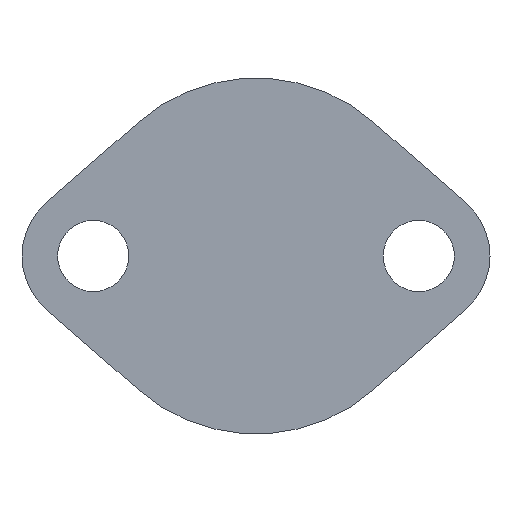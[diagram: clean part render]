
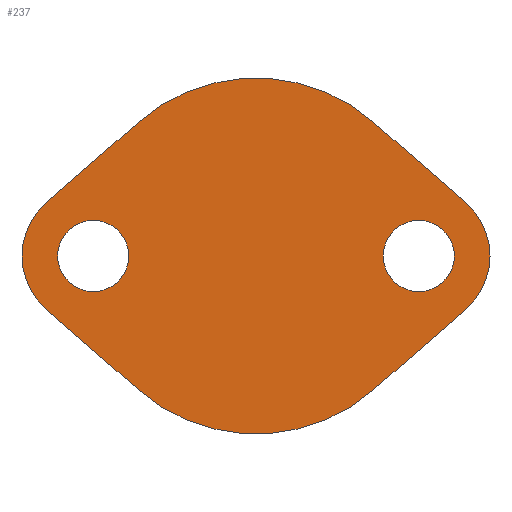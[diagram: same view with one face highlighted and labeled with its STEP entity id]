
A CAD part, front view. The second image highlights one B-rep face of the part: STEP entity #237.
In plain terms, the highlighted planar face has unit normal (0, -1, 0).
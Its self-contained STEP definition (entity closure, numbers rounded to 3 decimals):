
#15=FACE_BOUND('',#48,.T.);
#16=FACE_BOUND('',#49,.T.);
#23=PLANE('',#283);
#35=FACE_OUTER_BOUND('',#47,.T.);
#47=EDGE_LOOP('',(#199,#200,#201,#202,#203,#204,#205,#206));
#48=EDGE_LOOP('',(#207));
#49=EDGE_LOOP('',(#208));
#55=LINE('',#377,#73);
#60=LINE('',#391,#78);
#64=LINE('',#403,#82);
#68=LINE('',#415,#86);
#73=VECTOR('',#307,10.);
#78=VECTOR('',#320,10.);
#82=VECTOR('',#332,10.);
#86=VECTOR('',#344,10.);
#91=CIRCLE('',#262,1.75);
#94=CIRCLE('',#266,1.75);
#95=CIRCLE('',#269,8.75);
#97=CIRCLE('',#273,3.5);
#99=CIRCLE('',#277,8.75);
#101=CIRCLE('',#281,3.5);
#105=VERTEX_POINT('',#363);
#108=VERTEX_POINT('',#371);
#109=VERTEX_POINT('',#375);
#110=VERTEX_POINT('',#376);
#113=VERTEX_POINT('',#384);
#115=VERTEX_POINT('',#390);
#117=VERTEX_POINT('',#396);
#119=VERTEX_POINT('',#402);
#121=VERTEX_POINT('',#408);
#123=VERTEX_POINT('',#414);
#128=EDGE_CURVE('',#105,#105,#91,.T.);
#132=EDGE_CURVE('',#108,#108,#94,.T.);
#133=EDGE_CURVE('',#109,#110,#55,.T.);
#137=EDGE_CURVE('',#110,#113,#95,.T.);
#140=EDGE_CURVE('',#113,#115,#60,.T.);
#143=EDGE_CURVE('',#115,#117,#97,.T.);
#146=EDGE_CURVE('',#117,#119,#64,.T.);
#149=EDGE_CURVE('',#119,#121,#99,.T.);
#152=EDGE_CURVE('',#121,#123,#68,.T.);
#155=EDGE_CURVE('',#123,#109,#101,.T.);
#199=ORIENTED_EDGE('',*,*,#155,.T.);
#200=ORIENTED_EDGE('',*,*,#133,.T.);
#201=ORIENTED_EDGE('',*,*,#137,.T.);
#202=ORIENTED_EDGE('',*,*,#140,.T.);
#203=ORIENTED_EDGE('',*,*,#143,.T.);
#204=ORIENTED_EDGE('',*,*,#146,.T.);
#205=ORIENTED_EDGE('',*,*,#149,.T.);
#206=ORIENTED_EDGE('',*,*,#152,.T.);
#207=ORIENTED_EDGE('',*,*,#128,.T.);
#208=ORIENTED_EDGE('',*,*,#132,.T.);
#237=ADVANCED_FACE('',(#35,#15,#16),#23,.T.);
#262=AXIS2_PLACEMENT_3D('',#365,#294,#295);
#266=AXIS2_PLACEMENT_3D('',#373,#303,#304);
#269=AXIS2_PLACEMENT_3D('',#385,#313,#314);
#273=AXIS2_PLACEMENT_3D('',#397,#325,#326);
#277=AXIS2_PLACEMENT_3D('',#409,#337,#338);
#281=AXIS2_PLACEMENT_3D('',#420,#349,#350);
#283=AXIS2_PLACEMENT_3D('',#422,#353,#354);
#294=DIRECTION('center_axis',(0.,1.,0.));
#295=DIRECTION('ref_axis',(1.,0.,0.));
#303=DIRECTION('center_axis',(0.,1.,0.));
#304=DIRECTION('ref_axis',(1.,0.,0.));
#307=DIRECTION('',(0.755,0.,-0.656));
#313=DIRECTION('center_axis',(0.,-1.,0.));
#314=DIRECTION('ref_axis',(-0.656,0.,0.755));
#320=DIRECTION('',(0.755,0.,0.656));
#325=DIRECTION('center_axis',(0.,-1.,0.));
#326=DIRECTION('ref_axis',(-0.656,0.,-0.755));
#332=DIRECTION('',(-0.755,0.,0.656));
#337=DIRECTION('center_axis',(0.,-1.,0.));
#338=DIRECTION('ref_axis',(0.656,0.,-0.755));
#344=DIRECTION('',(-0.755,0.,-0.656));
#349=DIRECTION('center_axis',(0.,-1.,0.));
#350=DIRECTION('ref_axis',(0.656,0.,0.755));
#353=DIRECTION('center_axis',(0.,-1.,0.));
#354=DIRECTION('ref_axis',(0.,0.,-1.));
#363=CARTESIAN_POINT('',(-9.75,0.,0.));
#365=CARTESIAN_POINT('Origin',(-8.,0.,0.));
#371=CARTESIAN_POINT('',(6.25,0.,0.));
#373=CARTESIAN_POINT('Origin',(8.,0.,0.));
#375=CARTESIAN_POINT('',(-10.297,0.,-2.641));
#376=CARTESIAN_POINT('',(-5.742,0.,-6.602));
#377=CARTESIAN_POINT('',(-10.297,0.,-2.641));
#384=CARTESIAN_POINT('',(5.742,0.,-6.602));
#385=CARTESIAN_POINT('Origin',(0.,0.,0.));
#390=CARTESIAN_POINT('',(10.297,0.,-2.641));
#391=CARTESIAN_POINT('',(5.742,0.,-6.602));
#396=CARTESIAN_POINT('',(10.297,0.,2.641));
#397=CARTESIAN_POINT('Origin',(8.,0.,0.));
#402=CARTESIAN_POINT('',(5.742,0.,6.602));
#403=CARTESIAN_POINT('',(10.297,0.,2.641));
#408=CARTESIAN_POINT('',(-5.742,0.,6.602));
#409=CARTESIAN_POINT('Origin',(0.,0.,0.));
#414=CARTESIAN_POINT('',(-10.297,0.,2.641));
#415=CARTESIAN_POINT('',(-5.742,0.,6.602));
#420=CARTESIAN_POINT('Origin',(-8.,0.,0.));
#422=CARTESIAN_POINT('Origin',(0.,0.,0.));
